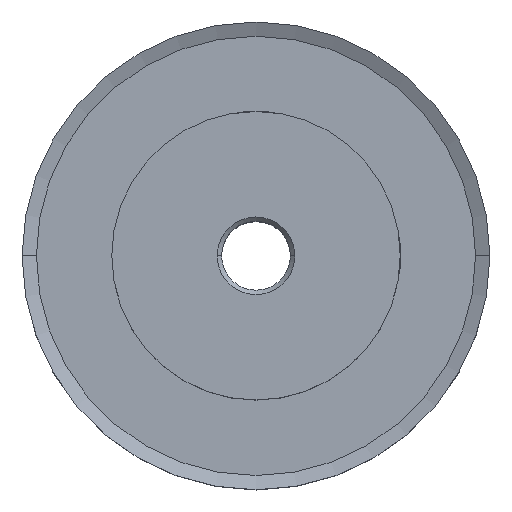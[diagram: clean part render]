
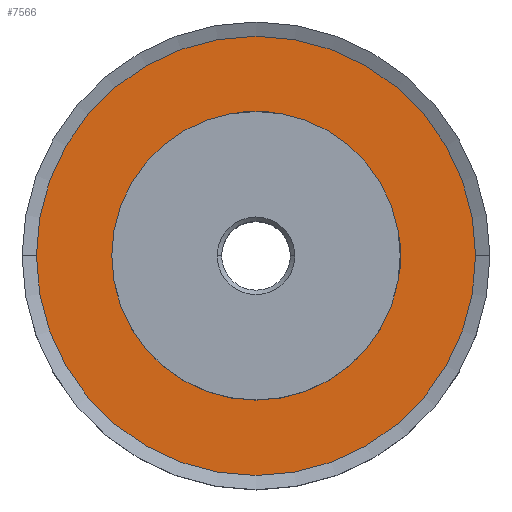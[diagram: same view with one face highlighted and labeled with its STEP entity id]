
A CAD part, top view. The second image highlights one B-rep face of the part: STEP entity #7566.
In plain terms, the highlighted planar face has unit normal (0, 0, 1).
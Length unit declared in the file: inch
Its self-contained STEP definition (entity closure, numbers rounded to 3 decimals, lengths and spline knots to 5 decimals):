
#325 = VERTEX_POINT ( 'NONE', #6953 ) ;
#401 = CARTESIAN_POINT ( 'NONE',  ( 0.65551, 0., 0.25394 ) ) ;
#467 = CARTESIAN_POINT ( 'NONE',  ( 0., 0., 0.25394 ) ) ;
#913 = VERTEX_POINT ( 'NONE', #7768 ) ;
#1165 = EDGE_CURVE ( 'NONE', #9903, #913, #4533, .T. ) ;
#2082 = AXIS2_PLACEMENT_3D ( 'NONE', #467, #9761, #9657 ) ;
#2660 = DIRECTION ( 'NONE',  ( 0., 0., 1. ) ) ;
#3179 = DIRECTION ( 'NONE',  ( 1., 0., 0. ) ) ;
#3258 = DIRECTION ( 'NONE',  ( 0., 0., -1. ) ) ;
#3539 = DIRECTION ( 'NONE',  ( 1., 0., 0. ) ) ;
#3706 = DIRECTION ( 'NONE',  ( 1., 0., 0. ) ) ;
#3731 = EDGE_CURVE ( 'NONE', #6411, #325, #3791, .T. ) ;
#3739 = CARTESIAN_POINT ( 'NONE',  ( 0., 0., 0.25394 ) ) ;
#3791 = CIRCLE ( 'NONE', #7324, 0.65551 ) ;
#4533 = CIRCLE ( 'NONE', #10267, 0.99807 ) ;
#4811 = ORIENTED_EDGE ( 'NONE', *, *, #5460, .F. ) ;
#5438 = DIRECTION ( 'NONE',  ( 0., 0., 1. ) ) ;
#5460 = EDGE_CURVE ( 'NONE', #913, #9903, #10223, .T. ) ;
#5538 = PLANE ( 'NONE',  #7007 ) ;
#5716 = DIRECTION ( 'NONE',  ( -1., 0., 0. ) ) ;
#6411 = VERTEX_POINT ( 'NONE', #401 ) ;
#6953 = CARTESIAN_POINT ( 'NONE',  ( -0.65551, 0., 0.25394 ) ) ;
#7007 = AXIS2_PLACEMENT_3D ( 'NONE', #3739, #5438, #3706 ) ;
#7096 = ORIENTED_EDGE ( 'NONE', *, *, #8132, .F. ) ;
#7324 = AXIS2_PLACEMENT_3D ( 'NONE', #7814, #2660, #3539 ) ;
#7356 = DIRECTION ( 'NONE',  ( 0., 0., 1. ) ) ;
#7400 = FACE_BOUND ( 'NONE', #9852, .T. ) ;
#7566 = ADVANCED_FACE ( 'NONE', ( #7400, #9112 ), #5538, .T. ) ;
#7593 = ORIENTED_EDGE ( 'NONE', *, *, #1165, .F. ) ;
#7768 = CARTESIAN_POINT ( 'NONE',  ( 0.99807, 0., 0.25394 ) ) ;
#7814 = CARTESIAN_POINT ( 'NONE',  ( 0., 0., 0.25394 ) ) ;
#7948 = CARTESIAN_POINT ( 'NONE',  ( -0.99807, 0., 0.25394 ) ) ;
#8132 = EDGE_CURVE ( 'NONE', #325, #6411, #8959, .T. ) ;
#8230 = CARTESIAN_POINT ( 'NONE',  ( 0., 0., 0.25394 ) ) ;
#8272 = CARTESIAN_POINT ( 'NONE',  ( 0., 0., 0.25394 ) ) ;
#8480 = AXIS2_PLACEMENT_3D ( 'NONE', #8230, #7356, #3179 ) ;
#8959 = CIRCLE ( 'NONE', #8480, 0.65551 ) ;
#9112 = FACE_OUTER_BOUND ( 'NONE', #9666, .T. ) ;
#9657 = DIRECTION ( 'NONE',  ( -1., 0., 0. ) ) ;
#9666 = EDGE_LOOP ( 'NONE', ( #4811, #7593 ) ) ;
#9761 = DIRECTION ( 'NONE',  ( 0., 0., -1. ) ) ;
#9800 = ORIENTED_EDGE ( 'NONE', *, *, #3731, .F. ) ;
#9852 = EDGE_LOOP ( 'NONE', ( #7096, #9800 ) ) ;
#9903 = VERTEX_POINT ( 'NONE', #7948 ) ;
#10223 = CIRCLE ( 'NONE', #2082, 0.99807 ) ;
#10267 = AXIS2_PLACEMENT_3D ( 'NONE', #8272, #3258, #5716 ) ;
